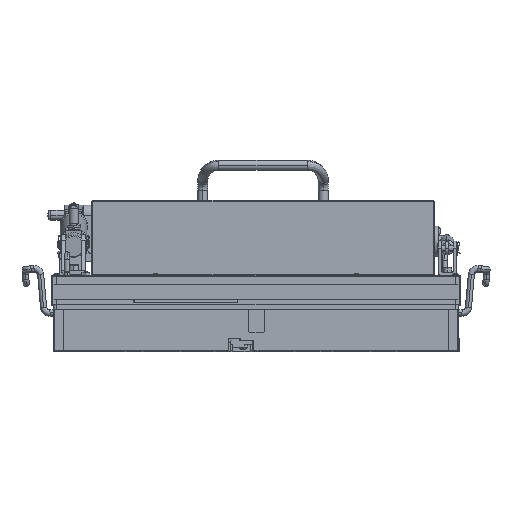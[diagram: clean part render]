
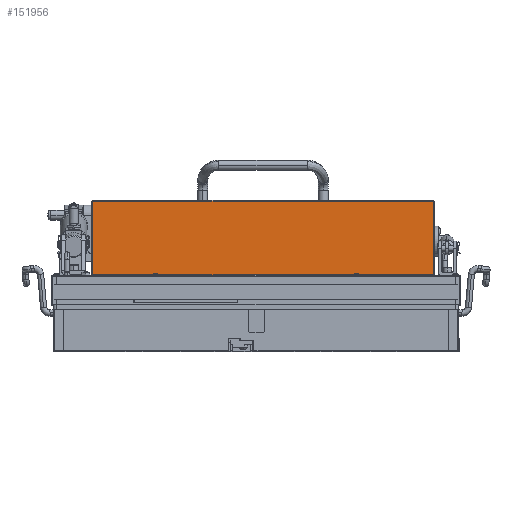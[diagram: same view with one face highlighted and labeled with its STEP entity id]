
A CAD part, top view. The second image highlights one B-rep face of the part: STEP entity #151956.
In plain terms, the highlighted planar face has unit normal (0, 0, 1).
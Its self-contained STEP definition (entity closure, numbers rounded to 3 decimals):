
#8496 = CARTESIAN_POINT ( 'NONE',  ( -163., 74.4, 195.05 ) ) ;
#11278 = DIRECTION ( 'NONE',  ( 0., 0., 1. ) ) ;
#12374 = DIRECTION ( 'NONE',  ( 1., 0., 0. ) ) ;
#16225 = EDGE_CURVE ( 'Defeature ausgef�hrt105_36+Defeature ausgef�hrt105_39+Defeature ausgef�hrt105_38+Defeature ausgef�hrt105_41', #126507, #51704, #112911, .T. ) ;
#17113 = LINE ( 'NONE', #99253, #145244 ) ;
#17202 = EDGE_LOOP ( 'NONE', ( #161007, #74646, #24769, #103975 ) ) ;
#19261 = CARTESIAN_POINT ( 'NONE',  ( -162., 75.4, 195.05 ) ) ;
#21677 = LINE ( 'NONE', #47193, #104674 ) ;
#24769 = ORIENTED_EDGE ( 'NONE', *, *, #72504, .T. ) ;
#28617 = CARTESIAN_POINT ( 'NONE',  ( 176., 75.4, 195.05 ) ) ;
#30776 = VERTEX_POINT ( 'NONE', #97142 ) ;
#33834 = EDGE_CURVE ( 'Defeature ausgef�hrt105_36+Defeature ausgef�hrt105_41+Defeature ausgef�hrt105_39+Defeature ausgef�hrt105_42', #51704, #136987, #21677, .T. ) ;
#47193 = CARTESIAN_POINT ( 'NONE',  ( 176., 149.4, 195.05 ) ) ;
#47726 = DIRECTION ( 'NONE',  ( 0., 1., 0. ) ) ;
#50372 = FACE_OUTER_BOUND ( 'NONE', #17202, .T. ) ;
#51704 = VERTEX_POINT ( 'NONE', #28617 ) ;
#72262 = DIRECTION ( 'NONE',  ( 1., 0., 0. ) ) ;
#72504 = EDGE_CURVE ( 'Defeature ausgef�hrt105_36+Defeature ausgef�hrt105_42+Defeature ausgef�hrt105_41+Defeature ausgef�hrt105_38', #136987, #30776, #17113, .T. ) ;
#72506 = CARTESIAN_POINT ( 'NONE',  ( 176., 148.4, 195.05 ) ) ;
#74646 = ORIENTED_EDGE ( 'NONE', *, *, #33834, .T. ) ;
#87229 = VECTOR ( 'NONE', #72262, 1000. ) ;
#87948 = PLANE ( 'NONE',  #132525 ) ;
#97142 = CARTESIAN_POINT ( 'NONE',  ( -162., 148.4, 195.05 ) ) ;
#99253 = CARTESIAN_POINT ( 'NONE',  ( -163., 148.4, 195.05 ) ) ;
#103975 = ORIENTED_EDGE ( 'NONE', *, *, #140641, .T. ) ;
#104674 = VECTOR ( 'NONE', #47726, 1000. ) ;
#110132 = DIRECTION ( 'NONE',  ( 0., -1., 0. ) ) ;
#112911 = LINE ( 'NONE', #147671, #87229 ) ;
#117977 = LINE ( 'NONE', #149022, #147793 ) ;
#126507 = VERTEX_POINT ( 'NONE', #19261 ) ;
#132525 = AXIS2_PLACEMENT_3D ( 'NONE', #8496, #11278, #12374 ) ;
#136987 = VERTEX_POINT ( 'NONE', #72506 ) ;
#140641 = EDGE_CURVE ( 'Defeature ausgef�hrt105_36+Defeature ausgef�hrt105_38+Defeature ausgef�hrt105_42+Defeature ausgef�hrt105_39', #30776, #126507, #117977, .T. ) ;
#145244 = VECTOR ( 'NONE', #159739, 1000. ) ;
#147671 = CARTESIAN_POINT ( 'NONE',  ( 177., 75.4, 195.05 ) ) ;
#147793 = VECTOR ( 'NONE', #110132, 1000. ) ;
#149022 = CARTESIAN_POINT ( 'NONE',  ( -162., 74.4, 195.05 ) ) ;
#151956 = ADVANCED_FACE ( 'Defeature ausgef�hrt105_36', ( #50372 ), #87948, .T. ) ;
#159739 = DIRECTION ( 'NONE',  ( -1., 0., 0. ) ) ;
#161007 = ORIENTED_EDGE ( 'NONE', *, *, #16225, .T. ) ;
